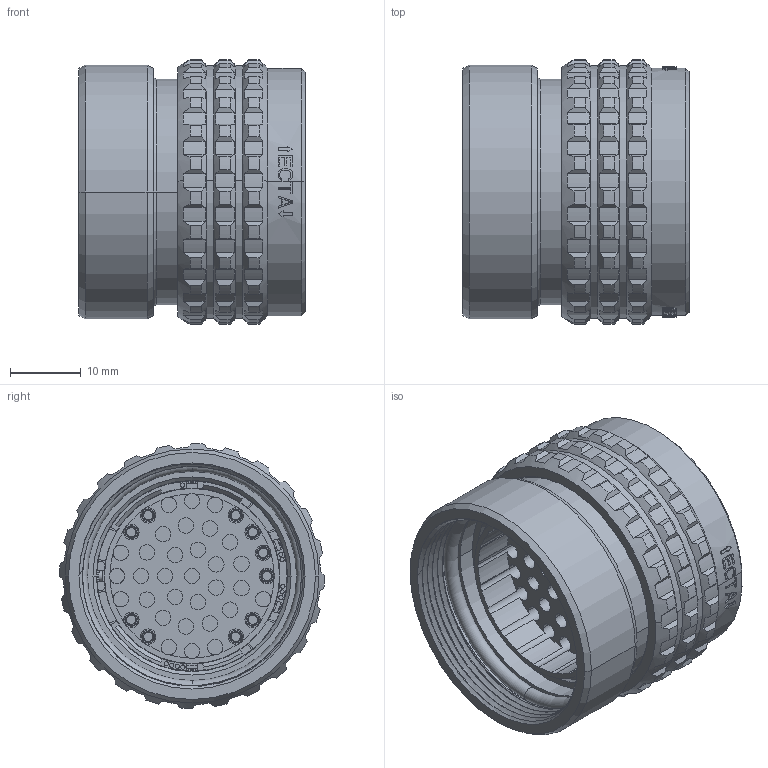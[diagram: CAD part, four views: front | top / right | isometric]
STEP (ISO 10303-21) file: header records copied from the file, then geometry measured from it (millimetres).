
FILE_DESCRIPTION((''),'2;1');
FILE_NAME('1332M510MS','2024-08-02T14:39:02',('paultorloting'),('NET AG system integration'),'CREO PARAMETRIC BY PTC INC, 2021404','CREO PARAMETRIC BY PTC INC, 2021404','');
FILE_SCHEMA(('AUTOMOTIVE_DESIGN { 1 0 10303 214 1 1 1 1 }'));
Length unit declared in the file: millimetre
Products named in the file (1): 1332M510MS
Bounding box: 32 x 37.5 x 37.5 mm (x, y, z)
Volume: 16053.9 mm3; surface area: 15246 mm2
Topology: 1 solids, 1 shells, 3003 faces, 8234 edges, 5428 vertices
Faces by surface type: plane 1924, cylinder 741, cone 171, bspline 64, torus 53, extrusion 40, sphere 10
Entity records: 127381 total; most frequent: CARTESIAN_POINT 30401, ORIENTED_EDGE 16468, DIRECTION 15206, EDGE_CURVE 8234, VERTEX_POINT 5428, VECTOR 5193, LINE 5153, AXIS2_PLACEMENT_3D 5005
